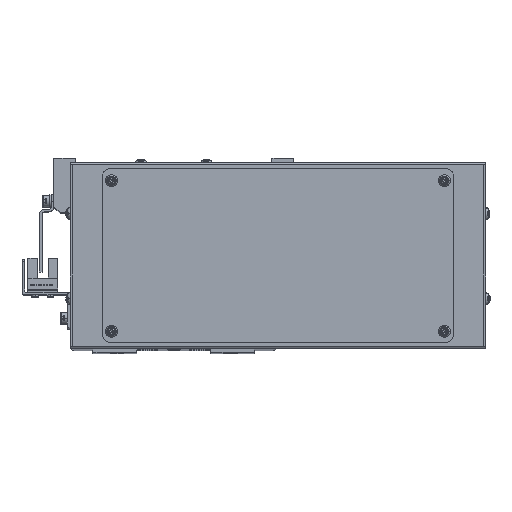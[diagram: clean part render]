
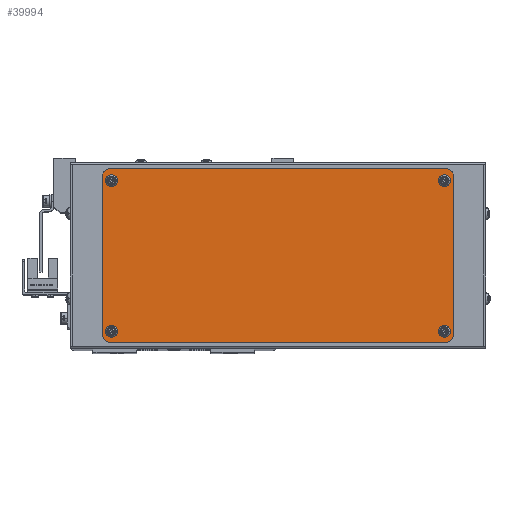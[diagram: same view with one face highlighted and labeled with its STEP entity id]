
A CAD part, top view. The second image highlights one B-rep face of the part: STEP entity #39994.
In plain terms, the highlighted face is planar.
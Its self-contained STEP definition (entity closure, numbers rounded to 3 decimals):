
#396 = CARTESIAN_POINT ( 'NONE',  ( -77.25, 36.75, 0. ) ) ;
#604 = DIRECTION ( 'NONE',  ( 1., 0., 0. ) ) ;
#825 = CARTESIAN_POINT ( 'NONE',  ( -80.25, -36.75, 0. ) ) ;
#1594 = EDGE_CURVE ( 'NONE', #46919, #36326, #14656, .T. ) ;
#1933 = AXIS2_PLACEMENT_3D ( 'NONE', #10834, #46519, #16020 ) ;
#2206 = CARTESIAN_POINT ( 'NONE',  ( 80.25, -36.75, 0. ) ) ;
#3004 = CARTESIAN_POINT ( 'NONE',  ( 76.25, 34.25, 0. ) ) ;
#3716 = EDGE_LOOP ( 'NONE', ( #62042, #17909 ) ) ;
#4563 = AXIS2_PLACEMENT_3D ( 'NONE', #61897, #31459, #604 ) ;
#4941 = DIRECTION ( 'NONE',  ( 1., 0., 0. ) ) ;
#6560 = CARTESIAN_POINT ( 'NONE',  ( 76.25, 34.25, 0. ) ) ;
#8212 = DIRECTION ( 'NONE',  ( 1., 0., 0. ) ) ;
#8806 = DIRECTION ( 'NONE',  ( 0., 0., 1. ) ) ;
#8905 = EDGE_LOOP ( 'NONE', ( #58831, #20900 ) ) ;
#9380 = CARTESIAN_POINT ( 'NONE',  ( -74.55, 34.25, 0. ) ) ;
#10038 = VERTEX_POINT ( 'NONE', #15595 ) ;
#10141 = ORIENTED_EDGE ( 'NONE', *, *, #60295, .F. ) ;
#10262 = ORIENTED_EDGE ( 'NONE', *, *, #21521, .F. ) ;
#10718 = CIRCLE ( 'NONE', #22770, 1.7 ) ;
#10816 = CARTESIAN_POINT ( 'NONE',  ( 74.55, -34.75, 0. ) ) ;
#10834 = CARTESIAN_POINT ( 'NONE',  ( -77.25, 36.75, 0. ) ) ;
#10917 = CARTESIAN_POINT ( 'NONE',  ( -76.25, -34.75, 0. ) ) ;
#11476 = LINE ( 'NONE', #825, #37068 ) ;
#11768 = DIRECTION ( 'NONE',  ( 1., 0., 0. ) ) ;
#11889 = FACE_BOUND ( 'NONE', #62939, .T. ) ;
#12226 = CARTESIAN_POINT ( 'NONE',  ( -76.25, 34.25, 0. ) ) ;
#12742 = VERTEX_POINT ( 'NONE', #39622 ) ;
#13453 = VERTEX_POINT ( 'NONE', #14535 ) ;
#14535 = CARTESIAN_POINT ( 'NONE',  ( -77.25, -39.75, 0. ) ) ;
#14656 = LINE ( 'NONE', #22360, #56832 ) ;
#14703 = AXIS2_PLACEMENT_3D ( 'NONE', #10917, #46593, #16091 ) ;
#15291 = DIRECTION ( 'NONE',  ( 0., 1., 0. ) ) ;
#15415 = EDGE_LOOP ( 'NONE', ( #49502, #61770 ) ) ;
#15595 = CARTESIAN_POINT ( 'NONE',  ( -77.95, -34.75, 0. ) ) ;
#15924 = EDGE_CURVE ( 'NONE', #12742, #13453, #40033, .T. ) ;
#16020 = DIRECTION ( 'NONE',  ( 1., 0., 0. ) ) ;
#16091 = DIRECTION ( 'NONE',  ( 1., 0., 0. ) ) ;
#17403 = DIRECTION ( 'NONE',  ( 1., 0., 0. ) ) ;
#17909 = ORIENTED_EDGE ( 'NONE', *, *, #34304, .T. ) ;
#18514 = CARTESIAN_POINT ( 'NONE',  ( 80.25, 36.75, 0. ) ) ;
#18580 = VERTEX_POINT ( 'NONE', #51248 ) ;
#18706 = DIRECTION ( 'NONE',  ( 0., 0., 1. ) ) ;
#18878 = VERTEX_POINT ( 'NONE', #2206 ) ;
#19975 = AXIS2_PLACEMENT_3D ( 'NONE', #396, #36380, #62620 ) ;
#20617 = CARTESIAN_POINT ( 'NONE',  ( 77.25, -39.75, 0. ) ) ;
#20900 = ORIENTED_EDGE ( 'NONE', *, *, #31379, .T. ) ;
#20969 = CARTESIAN_POINT ( 'NONE',  ( 76.25, -34.75, 0. ) ) ;
#21121 = ORIENTED_EDGE ( 'NONE', *, *, #59900, .T. ) ;
#21494 = CARTESIAN_POINT ( 'NONE',  ( 77.95, 34.25, 0. ) ) ;
#21521 = EDGE_CURVE ( 'NONE', #41042, #18878, #38374, .T. ) ;
#22227 = CARTESIAN_POINT ( 'NONE',  ( 76.25, -34.75, 0. ) ) ;
#22360 = CARTESIAN_POINT ( 'NONE',  ( -77.25, 39.75, 0. ) ) ;
#22503 = DIRECTION ( 'NONE',  ( -1., 0., 0. ) ) ;
#22510 = CARTESIAN_POINT ( 'NONE',  ( -77.95, 34.25, 0. ) ) ;
#22770 = AXIS2_PLACEMENT_3D ( 'NONE', #49227, #18706, #54309 ) ;
#23504 = VECTOR ( 'NONE', #15291, 1000. ) ;
#23797 = VERTEX_POINT ( 'NONE', #23963 ) ;
#23955 = FACE_BOUND ( 'NONE', #8905, .T. ) ;
#23963 = CARTESIAN_POINT ( 'NONE',  ( 77.95, -34.75, 0. ) ) ;
#24368 = ORIENTED_EDGE ( 'NONE', *, *, #1594, .F. ) ;
#24984 = VERTEX_POINT ( 'NONE', #9380 ) ;
#25176 = CARTESIAN_POINT ( 'NONE',  ( 80.25, 36.75, 0. ) ) ;
#25609 = DIRECTION ( 'NONE',  ( 0., 0., 1. ) ) ;
#25836 = EDGE_CURVE ( 'NONE', #36326, #41221, #52233, .T. ) ;
#26119 = DIRECTION ( 'NONE',  ( 1., 0., 0. ) ) ;
#26999 = CIRCLE ( 'NONE', #60149, 1.7 ) ;
#27347 = DIRECTION ( 'NONE',  ( 1., 0., 0. ) ) ;
#27637 = CIRCLE ( 'NONE', #4563, 3. ) ;
#29084 = CIRCLE ( 'NONE', #59848, 1.7 ) ;
#31379 = EDGE_CURVE ( 'NONE', #18580, #10038, #60747, .T. ) ;
#31459 = DIRECTION ( 'NONE',  ( 0., 0., 1. ) ) ;
#31763 = ORIENTED_EDGE ( 'NONE', *, *, #48797, .F. ) ;
#34304 = EDGE_CURVE ( 'NONE', #60390, #52144, #41655, .T. ) ;
#34563 = ORIENTED_EDGE ( 'NONE', *, *, #47516, .F. ) ;
#34798 = ORIENTED_EDGE ( 'NONE', *, *, #46338, .T. ) ;
#35649 = DIRECTION ( 'NONE',  ( 0., 0., 1. ) ) ;
#36326 = VERTEX_POINT ( 'NONE', #39483 ) ;
#36333 = PLANE ( 'NONE',  #1933 ) ;
#36380 = DIRECTION ( 'NONE',  ( 0., 0., 1. ) ) ;
#37022 = LINE ( 'NONE', #25176, #23504 ) ;
#37068 = VECTOR ( 'NONE', #57181, 1000. ) ;
#37546 = VERTEX_POINT ( 'NONE', #22510 ) ;
#38288 = CIRCLE ( 'NONE', #39529, 1.7 ) ;
#38374 = CIRCLE ( 'NONE', #40320, 3. ) ;
#38585 = LINE ( 'NONE', #20617, #50505 ) ;
#38897 = DIRECTION ( 'NONE',  ( 0., 0., 1. ) ) ;
#39483 = CARTESIAN_POINT ( 'NONE',  ( -77.25, 39.75, 0. ) ) ;
#39505 = CARTESIAN_POINT ( 'NONE',  ( 77.25, -36.75, 0. ) ) ;
#39529 = AXIS2_PLACEMENT_3D ( 'NONE', #20969, #56514, #26119 ) ;
#39622 = CARTESIAN_POINT ( 'NONE',  ( -80.25, -36.75, 0. ) ) ;
#39656 = ORIENTED_EDGE ( 'NONE', *, *, #54723, .F. ) ;
#39994 = ADVANCED_FACE ( 'NONE', ( #23955, #11889, #49399, #61321, #47793 ), #36333, .F. ) ;
#40033 = CIRCLE ( 'NONE', #49874, 3. ) ;
#40320 = AXIS2_PLACEMENT_3D ( 'NONE', #39505, #8806, #44570 ) ;
#41042 = VERTEX_POINT ( 'NONE', #41102 ) ;
#41102 = CARTESIAN_POINT ( 'NONE',  ( 77.25, -39.75, 0. ) ) ;
#41221 = VERTEX_POINT ( 'NONE', #43222 ) ;
#41655 = CIRCLE ( 'NONE', #41735, 1.7 ) ;
#41735 = AXIS2_PLACEMENT_3D ( 'NONE', #6560, #42356, #11768 ) ;
#42100 = EDGE_LOOP ( 'NONE', ( #59207, #24368, #34563, #31763, #10262, #10141, #48022, #39656 ) ) ;
#42356 = DIRECTION ( 'NONE',  ( 0., 0., 1. ) ) ;
#42682 = CIRCLE ( 'NONE', #54831, 1.7 ) ;
#43222 = CARTESIAN_POINT ( 'NONE',  ( -80.25, 36.75, 0. ) ) ;
#43809 = EDGE_CURVE ( 'NONE', #52144, #60390, #42682, .T. ) ;
#44570 = DIRECTION ( 'NONE',  ( 1., 0., 0. ) ) ;
#45762 = CIRCLE ( 'NONE', #53965, 1.7 ) ;
#46338 = EDGE_CURVE ( 'NONE', #37546, #24984, #26999, .T. ) ;
#46519 = DIRECTION ( 'NONE',  ( 0., 0., 1. ) ) ;
#46593 = DIRECTION ( 'NONE',  ( 0., 0., 1. ) ) ;
#46919 = VERTEX_POINT ( 'NONE', #55721 ) ;
#47516 = EDGE_CURVE ( 'NONE', #52680, #46919, #27637, .T. ) ;
#47793 = FACE_BOUND ( 'NONE', #15415, .T. ) ;
#47915 = DIRECTION ( 'NONE',  ( 0., 0., 1. ) ) ;
#48022 = ORIENTED_EDGE ( 'NONE', *, *, #15924, .F. ) ;
#48096 = EDGE_CURVE ( 'NONE', #10038, #18580, #10718, .T. ) ;
#48797 = EDGE_CURVE ( 'NONE', #18878, #52680, #37022, .T. ) ;
#49003 = EDGE_CURVE ( 'NONE', #58894, #23797, #29084, .T. ) ;
#49227 = CARTESIAN_POINT ( 'NONE',  ( -76.25, -34.75, 0. ) ) ;
#49399 = FACE_OUTER_BOUND ( 'NONE', #42100, .T. ) ;
#49502 = ORIENTED_EDGE ( 'NONE', *, *, #49003, .T. ) ;
#49874 = AXIS2_PLACEMENT_3D ( 'NONE', #66107, #35649, #4941 ) ;
#50505 = VECTOR ( 'NONE', #56167, 1000. ) ;
#50510 = CARTESIAN_POINT ( 'NONE',  ( 74.55, 34.25, 0. ) ) ;
#51248 = CARTESIAN_POINT ( 'NONE',  ( -74.55, -34.75, 0. ) ) ;
#52144 = VERTEX_POINT ( 'NONE', #50510 ) ;
#52233 = CIRCLE ( 'NONE', #19975, 3. ) ;
#52680 = VERTEX_POINT ( 'NONE', #18514 ) ;
#53965 = AXIS2_PLACEMENT_3D ( 'NONE', #56013, #25609, #61165 ) ;
#54309 = DIRECTION ( 'NONE',  ( 1., 0., 0. ) ) ;
#54723 = EDGE_CURVE ( 'NONE', #41221, #12742, #11476, .T. ) ;
#54831 = AXIS2_PLACEMENT_3D ( 'NONE', #3004, #38897, #8212 ) ;
#55721 = CARTESIAN_POINT ( 'NONE',  ( 77.25, 39.75, 0. ) ) ;
#56013 = CARTESIAN_POINT ( 'NONE',  ( -76.25, 34.25, 0. ) ) ;
#56167 = DIRECTION ( 'NONE',  ( 1., 0., 0. ) ) ;
#56514 = DIRECTION ( 'NONE',  ( 0., 0., 1. ) ) ;
#56832 = VECTOR ( 'NONE', #22503, 1000. ) ;
#57181 = DIRECTION ( 'NONE',  ( 0., -1., 0. ) ) ;
#57756 = DIRECTION ( 'NONE',  ( 0., 0., 1. ) ) ;
#58831 = ORIENTED_EDGE ( 'NONE', *, *, #48096, .T. ) ;
#58894 = VERTEX_POINT ( 'NONE', #10816 ) ;
#59207 = ORIENTED_EDGE ( 'NONE', *, *, #25836, .F. ) ;
#59422 = EDGE_CURVE ( 'NONE', #23797, #58894, #38288, .T. ) ;
#59848 = AXIS2_PLACEMENT_3D ( 'NONE', #22227, #57756, #27347 ) ;
#59900 = EDGE_CURVE ( 'NONE', #24984, #37546, #45762, .T. ) ;
#60149 = AXIS2_PLACEMENT_3D ( 'NONE', #12226, #47915, #17403 ) ;
#60295 = EDGE_CURVE ( 'NONE', #13453, #41042, #38585, .T. ) ;
#60390 = VERTEX_POINT ( 'NONE', #21494 ) ;
#60747 = CIRCLE ( 'NONE', #14703, 1.7 ) ;
#61165 = DIRECTION ( 'NONE',  ( 1., 0., 0. ) ) ;
#61321 = FACE_BOUND ( 'NONE', #3716, .T. ) ;
#61770 = ORIENTED_EDGE ( 'NONE', *, *, #59422, .T. ) ;
#61897 = CARTESIAN_POINT ( 'NONE',  ( 77.25, 36.75, 0. ) ) ;
#62042 = ORIENTED_EDGE ( 'NONE', *, *, #43809, .T. ) ;
#62620 = DIRECTION ( 'NONE',  ( 1., 0., 0. ) ) ;
#62939 = EDGE_LOOP ( 'NONE', ( #34798, #21121 ) ) ;
#66107 = CARTESIAN_POINT ( 'NONE',  ( -77.25, -36.75, 0. ) ) ;
